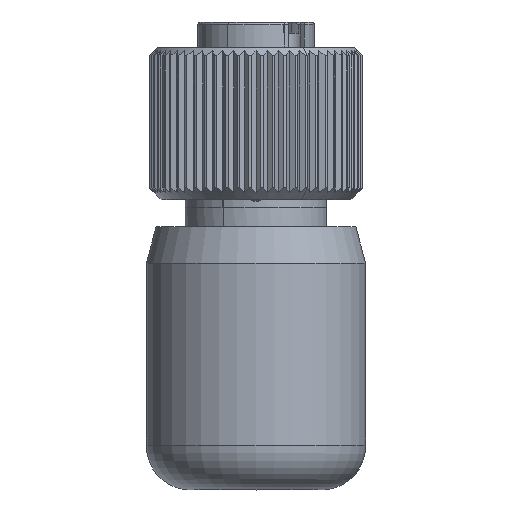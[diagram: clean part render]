
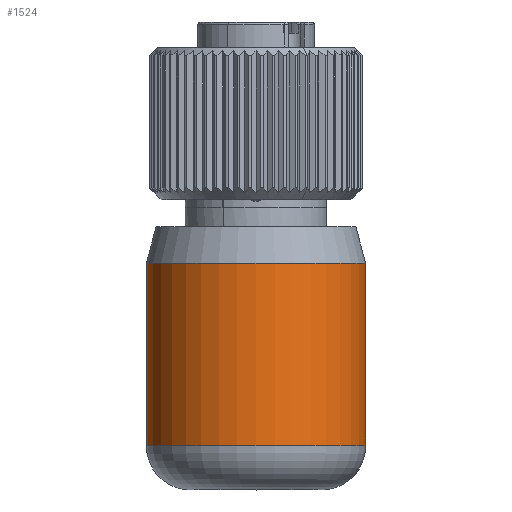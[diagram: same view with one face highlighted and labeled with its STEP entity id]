
A CAD part, top view. The second image highlights one B-rep face of the part: STEP entity #1524.
In plain terms, the highlighted cylindrical face has radius 7.5 mm (diameter 15 mm), a partial arc.
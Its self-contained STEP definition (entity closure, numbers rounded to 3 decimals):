
#1330=AXIS2_PLACEMENT_3D('Cylinder Axis2P3D',#1327,#1328,#1329) ;
#1484=AXIS2_PLACEMENT_3D('Circle Axis2P3D',#1482,#1483,$) ;
#1515=AXIS2_PLACEMENT_3D('Circle Axis2P3D',#1513,#1514,$) ;
#1327=CARTESIAN_POINT('Axis2P3D Location',(7.5,7.5,157.)) ;
#1336=CARTESIAN_POINT('Vertex',(0.,3.,157.)) ;
#1339=CARTESIAN_POINT('Line Origine',(0.,7.5,157.)) ;
#1343=CARTESIAN_POINT('Vertex',(0.,15.5,157.)) ;
#1350=CARTESIAN_POINT('Vertex',(15.,15.5,157.)) ;
#1353=CARTESIAN_POINT('Line Origine',(15.,7.5,157.)) ;
#1357=CARTESIAN_POINT('Vertex',(15.,3.,157.)) ;
#1482=CARTESIAN_POINT('Axis2P3D Location',(7.5,15.5,157.)) ;
#1513=CARTESIAN_POINT('Axis2P3D Location',(7.5,3.,157.)) ;
#1328=DIRECTION('Axis2P3D Direction',(0.,-1.,0.)) ;
#1329=DIRECTION('Axis2P3D XDirection',(-1.,0.,0.)) ;
#1340=DIRECTION('Vector Direction',(0.,-1.,0.)) ;
#1354=DIRECTION('Vector Direction',(0.,-1.,0.)) ;
#1483=DIRECTION('Axis2P3D Direction',(0.,-1.,0.)) ;
#1514=DIRECTION('Axis2P3D Direction',(0.,-1.,0.)) ;
#1341=VECTOR('Line Direction',#1340,1.) ;
#1355=VECTOR('Line Direction',#1354,1.) ;
#1519=ORIENTED_EDGE('',*,*,#1345,.T.) ;
#1520=ORIENTED_EDGE('',*,*,#1517,.F.) ;
#1521=ORIENTED_EDGE('',*,*,#1359,.F.) ;
#1522=ORIENTED_EDGE('',*,*,#1486,.T.) ;
#1524=ADVANCED_FACE('Hauptk\X2\00F6\X0\rper',(#1523),#1331,.T.) ;
#1485=CIRCLE('generated circle',#1484,7.5) ;
#1516=CIRCLE('generated circle',#1515,7.5) ;
#1331=CYLINDRICAL_SURFACE('generated cylinder',#1330,7.5) ;
#1345=EDGE_CURVE('',#1344,#1337,#1342,.T.) ;
#1359=EDGE_CURVE('',#1351,#1358,#1356,.T.) ;
#1486=EDGE_CURVE('',#1351,#1344,#1485,.T.) ;
#1517=EDGE_CURVE('',#1358,#1337,#1516,.T.) ;
#1518=EDGE_LOOP('',(#1519,#1520,#1521,#1522)) ;
#1523=FACE_OUTER_BOUND('',#1518,.T.) ;
#1342=LINE('Line',#1339,#1341) ;
#1356=LINE('Line',#1353,#1355) ;
#1337=VERTEX_POINT('',#1336) ;
#1344=VERTEX_POINT('',#1343) ;
#1351=VERTEX_POINT('',#1350) ;
#1358=VERTEX_POINT('',#1357) ;
